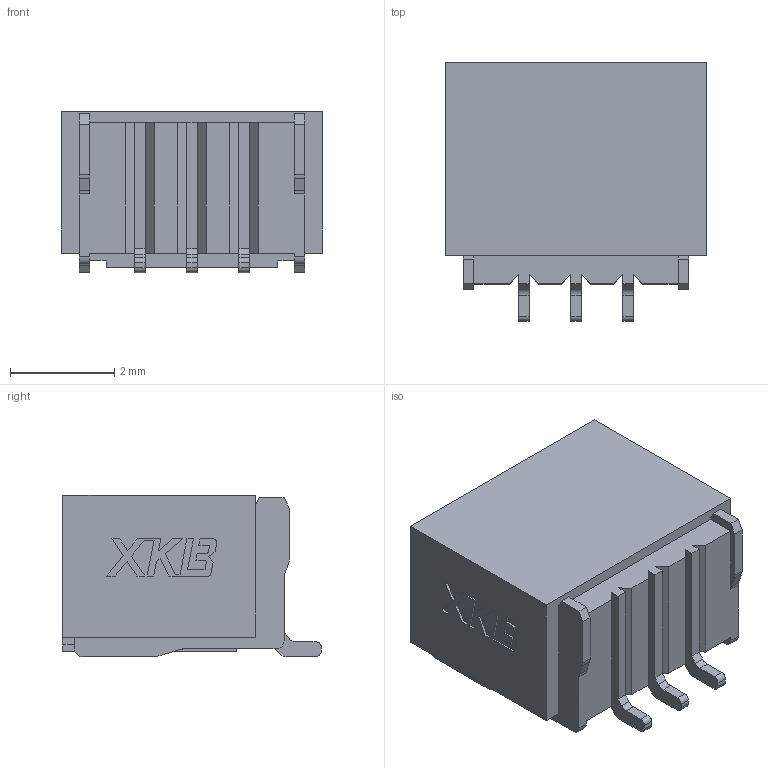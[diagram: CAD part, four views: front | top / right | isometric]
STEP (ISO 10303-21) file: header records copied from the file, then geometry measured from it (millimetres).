
FILE_DESCRIPTION(('STEP AP242'),'1');
FILE_NAME('x1002wrs-03e-lpswhf.stp','2021-10-24T09:03:24',('TraceParts'),('TraceParts S.A.'),'Spatial InterOp 3D',' ',' ');
FILE_SCHEMA(('AP242_MANAGED_MODEL_BASED_3D_ENGINEERING_MIM_LF {1 0 10303 442 1 1 4}'));
Length unit declared in the file: millimetre
Products named in the file (1): x1002wrs-03e-lpswhf
Bounding box: 5 x 4.95 x 3.1 mm (x, y, z)
Volume: 36.3 mm3; surface area: 154.9 mm2
Topology: 1 solids, 1 shells, 198 faces, 553 edges, 362 vertices
Faces by surface type: plane 168, cylinder 30
Entity records: 6272 total; most frequent: CARTESIAN_POINT 1114, ORIENTED_EDGE 1106, DIRECTION 1011, EDGE_CURVE 553, LINE 493, VECTOR 493, VERTEX_POINT 362, AXIS2_PLACEMENT_3D 259
